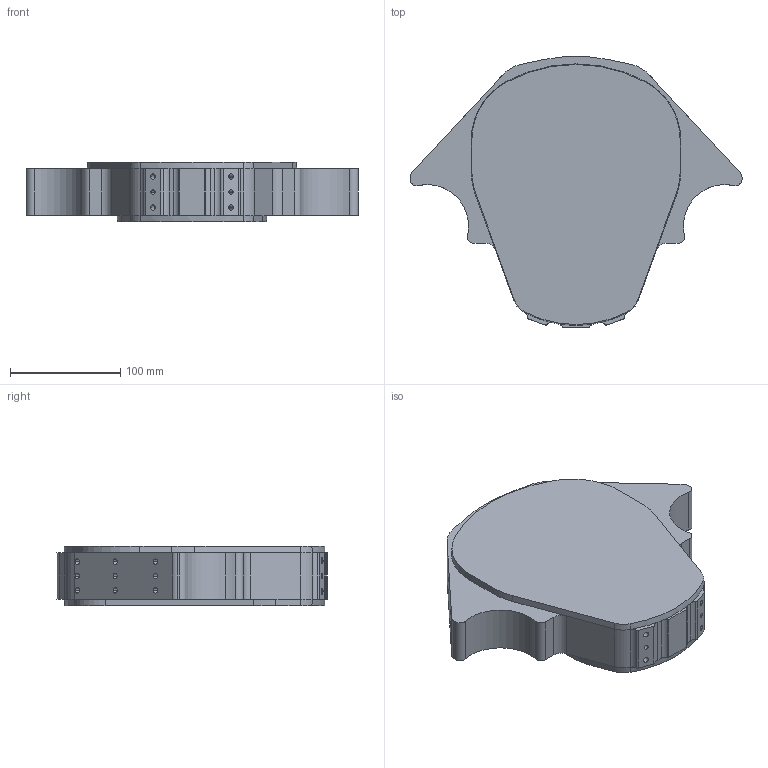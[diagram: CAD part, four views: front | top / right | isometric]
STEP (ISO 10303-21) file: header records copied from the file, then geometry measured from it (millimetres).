
FILE_DESCRIPTION (( 'STEP AP203' ), '1' );
FILE_NAME ('PelvisMounting.STEP', '2018-05-18T18:43:17', ( '' ), ( '' ), 'SwSTEP 2.0', 'SolidWorks 2018', '' );
FILE_SCHEMA (( 'CONFIG_CONTROL_DESIGN' ));
Length unit declared in the file: millimetre
Products named in the file (1): PelvisMounting
Bounding box: 301.11 x 245.66 x 54 mm (x, y, z)
Volume: 2062750.1 mm3; surface area: 139162.9 mm2
Topology: 1 solids, 1 shells, 187 faces, 480 edges, 272 vertices
Faces by surface type: cylinder 87, cone 64, plane 36
Entity records: 5405 total; most frequent: DIRECTION 1014, CARTESIAN_POINT 892, ORIENTED_EDGE 864, EDGE_CURVE 432, AXIS2_PLACEMENT_3D 394, VERTEX_POINT 272, VECTOR 226, LINE 226
